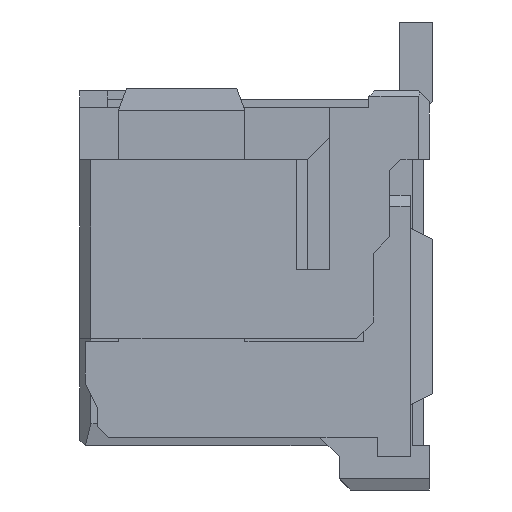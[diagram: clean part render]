
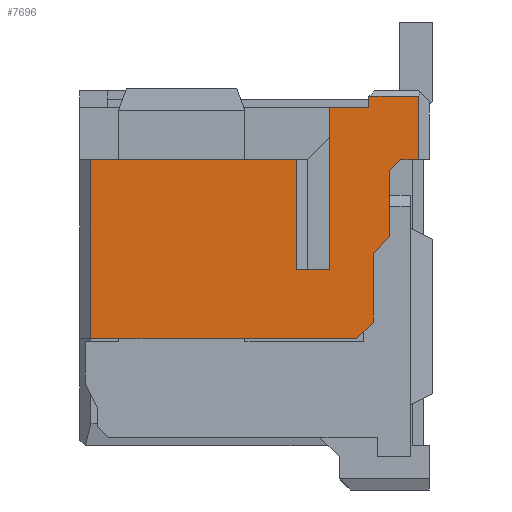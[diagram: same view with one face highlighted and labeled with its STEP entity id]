
A CAD part, left-side view. The second image highlights one B-rep face of the part: STEP entity #7696.
In plain terms, the highlighted planar face has unit normal (-1, 0, 0).
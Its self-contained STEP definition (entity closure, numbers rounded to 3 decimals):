
#753=DIRECTION('',(0.,0.,-1.));
#754=VECTOR('',#753,2.95);
#755=CARTESIAN_POINT('',(-5.9,-1.93,3.77));
#756=LINE('',#755,#754);
#761=DIRECTION('',(0.,0.,-1.));
#762=VECTOR('',#761,3.25);
#763=CARTESIAN_POINT('',(-5.9,2.4,2.82));
#764=LINE('',#763,#762);
#765=DIRECTION('',(0.,-1.,0.));
#766=VECTOR('',#765,3.73);
#767=CARTESIAN_POINT('',(-5.9,2.4,2.82));
#768=LINE('',#767,#766);
#769=DIRECTION('',(0.,0.,1.));
#770=VECTOR('',#769,2.);
#771=CARTESIAN_POINT('',(-5.9,-1.33,0.82));
#772=LINE('',#771,#770);
#773=DIRECTION('',(0.,1.,0.));
#774=VECTOR('',#773,0.6);
#775=CARTESIAN_POINT('',(-5.9,-1.93,0.82));
#776=LINE('',#775,#774);
#777=DIRECTION('',(0.,1.,0.));
#778=VECTOR('',#777,0.72);
#779=CARTESIAN_POINT('',(-5.9,-2.65,3.77));
#780=LINE('',#779,#778);
#781=DIRECTION('',(0.,0.,-1.));
#782=VECTOR('',#781,0.2);
#783=CARTESIAN_POINT('',(-5.9,-2.65,3.97));
#784=LINE('',#783,#782);
#785=DIRECTION('',(0.,1.,0.));
#786=VECTOR('',#785,0.9);
#787=CARTESIAN_POINT('',(-5.9,-3.55,3.97));
#788=LINE('',#787,#786);
#789=DIRECTION('',(0.,0.,1.));
#790=VECTOR('',#789,1.15);
#791=CARTESIAN_POINT('',(-5.9,-3.55,2.82));
#792=LINE('',#791,#790);
#793=DIRECTION('',(0.,1.,0.));
#794=VECTOR('',#793,0.32);
#795=CARTESIAN_POINT('',(-5.9,-3.55,2.82));
#796=LINE('',#795,#794);
#797=DIRECTION('',(0.,0.707,-0.707));
#798=VECTOR('',#797,0.283);
#799=CARTESIAN_POINT('',(-5.9,-3.23,2.82));
#800=LINE('',#799,#798);
#801=DIRECTION('',(0.,0.,-1.));
#802=VECTOR('',#801,1.2);
#803=CARTESIAN_POINT('',(-5.9,-3.03,2.62));
#804=LINE('',#803,#802);
#805=DIRECTION('',(0.,0.707,-0.707));
#806=VECTOR('',#805,0.424);
#807=CARTESIAN_POINT('',(-5.9,-3.03,1.42));
#808=LINE('',#807,#806);
#809=DIRECTION('',(0.,0.,-1.));
#810=VECTOR('',#809,1.25);
#811=CARTESIAN_POINT('',(-5.9,-2.73,1.12));
#812=LINE('',#811,#810);
#813=DIRECTION('',(0.,0.707,-0.707));
#814=VECTOR('',#813,0.424);
#815=CARTESIAN_POINT('',(-5.9,-2.73,-0.13));
#816=LINE('',#815,#814);
#817=DIRECTION('',(0.,-1.,0.));
#818=VECTOR('',#817,4.83);
#819=CARTESIAN_POINT('',(-5.9,2.4,-0.43));
#820=LINE('',#819,#818);
#5131=CARTESIAN_POINT('',(-5.9,-3.23,2.82));
#5132=CARTESIAN_POINT('',(-5.9,-3.03,2.62));
#5133=VERTEX_POINT('',#5131);
#5134=VERTEX_POINT('',#5132);
#5135=CARTESIAN_POINT('',(-5.9,-3.03,1.42));
#5136=VERTEX_POINT('',#5135);
#5137=CARTESIAN_POINT('',(-5.9,-2.73,1.12));
#5138=VERTEX_POINT('',#5137);
#5139=CARTESIAN_POINT('',(-5.9,-2.73,-0.13));
#5140=VERTEX_POINT('',#5139);
#5141=CARTESIAN_POINT('',(-5.9,-2.43,-0.43));
#5142=VERTEX_POINT('',#5141);
#5143=CARTESIAN_POINT('',(-5.9,-1.93,3.77));
#5145=VERTEX_POINT('',#5143);
#5151=CARTESIAN_POINT('',(-5.9,-2.65,3.77));
#5152=VERTEX_POINT('',#5151);
#5652=CARTESIAN_POINT('',(-5.9,-1.93,0.82));
#5653=CARTESIAN_POINT('',(-5.9,-1.33,0.82));
#5654=VERTEX_POINT('',#5652);
#5655=VERTEX_POINT('',#5653);
#5656=CARTESIAN_POINT('',(-5.9,-1.33,2.82));
#5657=VERTEX_POINT('',#5656);
#5688=CARTESIAN_POINT('',(-5.9,2.4,-0.43));
#5690=VERTEX_POINT('',#5688);
#5694=CARTESIAN_POINT('',(-5.9,2.4,2.82));
#5695=VERTEX_POINT('',#5694);
#5746=CARTESIAN_POINT('',(-5.9,-3.55,3.97));
#5747=CARTESIAN_POINT('',(-5.9,-2.65,3.97));
#5748=VERTEX_POINT('',#5746);
#5749=VERTEX_POINT('',#5747);
#5759=CARTESIAN_POINT('',(-5.9,-3.55,2.82));
#5761=VERTEX_POINT('',#5759);
#7659=CARTESIAN_POINT('',(-5.9,0.,0.445));
#7660=DIRECTION('',(-1.,0.,0.));
#7661=DIRECTION('',(0.,0.,1.));
#7662=AXIS2_PLACEMENT_3D('',#7659,#7660,#7661);
#7663=PLANE('',#7662);
#7665=ORIENTED_EDGE('',*,*,#7664,.F.);
#7666=ORIENTED_EDGE('',*,*,#7597,.T.);
#7668=ORIENTED_EDGE('',*,*,#7667,.F.);
#7670=ORIENTED_EDGE('',*,*,#7669,.F.);
#7671=ORIENTED_EDGE('',*,*,#7647,.F.);
#7673=ORIENTED_EDGE('',*,*,#7672,.F.);
#7675=ORIENTED_EDGE('',*,*,#7674,.F.);
#7677=ORIENTED_EDGE('',*,*,#7676,.F.);
#7679=ORIENTED_EDGE('',*,*,#7678,.F.);
#7681=ORIENTED_EDGE('',*,*,#7680,.T.);
#7683=ORIENTED_EDGE('',*,*,#7682,.T.);
#7685=ORIENTED_EDGE('',*,*,#7684,.T.);
#7687=ORIENTED_EDGE('',*,*,#7686,.T.);
#7689=ORIENTED_EDGE('',*,*,#7688,.T.);
#7691=ORIENTED_EDGE('',*,*,#7690,.T.);
#7693=ORIENTED_EDGE('',*,*,#7692,.F.);
#7694=EDGE_LOOP('',(#7665,#7666,#7668,#7670,#7671,#7673,#7675,#7677,#7679,#7681,
#7683,#7685,#7687,#7689,#7691,#7693));
#7695=FACE_OUTER_BOUND('',#7694,.F.);
#7696=ADVANCED_FACE('',(#7695),#7663,.T.);
#7597=EDGE_CURVE('',#5695,#5657,#768,.T.);
#7647=EDGE_CURVE('',#5145,#5654,#756,.T.);
#7664=EDGE_CURVE('',#5695,#5690,#764,.T.);
#7667=EDGE_CURVE('',#5655,#5657,#772,.T.);
#7669=EDGE_CURVE('',#5654,#5655,#776,.T.);
#7672=EDGE_CURVE('',#5152,#5145,#780,.T.);
#7674=EDGE_CURVE('',#5749,#5152,#784,.T.);
#7676=EDGE_CURVE('',#5748,#5749,#788,.T.);
#7678=EDGE_CURVE('',#5761,#5748,#792,.T.);
#7680=EDGE_CURVE('',#5761,#5133,#796,.T.);
#7682=EDGE_CURVE('',#5133,#5134,#800,.T.);
#7684=EDGE_CURVE('',#5134,#5136,#804,.T.);
#7686=EDGE_CURVE('',#5136,#5138,#808,.T.);
#7688=EDGE_CURVE('',#5138,#5140,#812,.T.);
#7690=EDGE_CURVE('',#5140,#5142,#816,.T.);
#7692=EDGE_CURVE('',#5690,#5142,#820,.T.);
